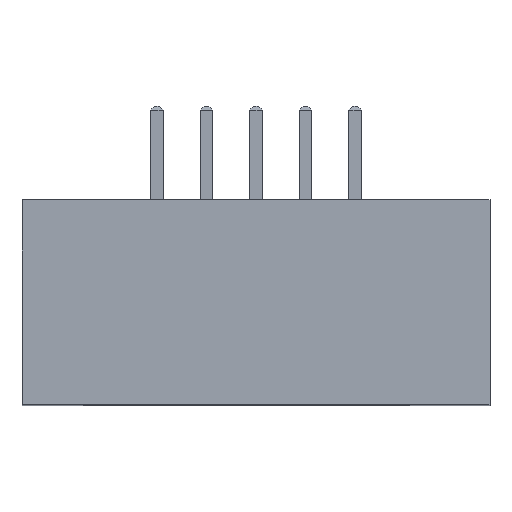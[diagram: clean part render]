
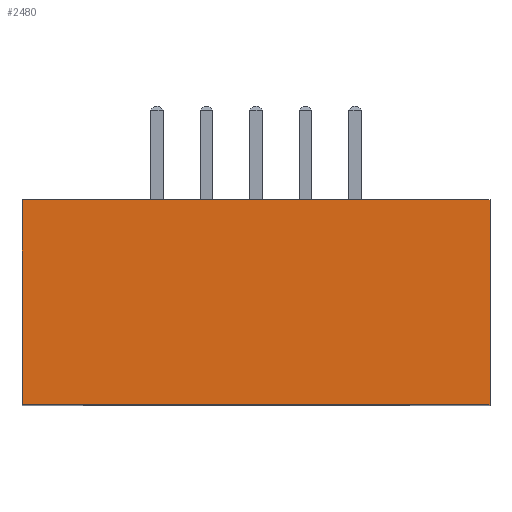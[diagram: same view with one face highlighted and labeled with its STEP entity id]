
A CAD part, top view. The second image highlights one B-rep face of the part: STEP entity #2480.
In plain terms, the highlighted planar face has unit normal (0, 0, 1).
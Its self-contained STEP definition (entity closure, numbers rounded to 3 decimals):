
#126=FACE_OUTER_BOUND('',#288,.T.);
#288=EDGE_LOOP('',(#2023,#2024,#2025,#2026));
#541=LINE('',#3738,#879);
#545=LINE('',#3747,#883);
#591=LINE('',#3837,#929);
#592=LINE('',#3839,#930);
#879=VECTOR('',#3076,8.971);
#883=VECTOR('',#3082,8.971);
#929=VECTOR('',#3132,10.);
#930=VECTOR('',#3135,10.);
#1137=VERTEX_POINT('',#3735);
#1138=VERTEX_POINT('',#3737);
#1141=VERTEX_POINT('',#3744);
#1142=VERTEX_POINT('',#3746);
#1429=EDGE_CURVE('',#1137,#1138,#541,.T.);
#1433=EDGE_CURVE('',#1141,#1142,#545,.T.);
#1479=EDGE_CURVE('',#1138,#1141,#591,.T.);
#1480=EDGE_CURVE('',#1137,#1142,#592,.T.);
#2023=ORIENTED_EDGE('',*,*,#1429,.F.);
#2024=ORIENTED_EDGE('',*,*,#1480,.T.);
#2025=ORIENTED_EDGE('',*,*,#1433,.F.);
#2026=ORIENTED_EDGE('',*,*,#1479,.F.);
#2335=PLANE('',#2639);
#2480=ADVANCED_FACE('',(#126),#2335,.T.);
#2639=AXIS2_PLACEMENT_3D('',#3838,#3133,#3134);
#3076=DIRECTION('',(1.,0.,0.));
#3082=DIRECTION('',(-1.,0.,0.));
#3132=DIRECTION('',(0.,-1.,0.));
#3133=DIRECTION('center_axis',(0.,0.,
1.));
#3134=DIRECTION('ref_axis',(0.,-1.,0.));
#3135=DIRECTION('',(0.,-1.,0.));
#3735=CARTESIAN_POINT('',(8.436,-90.049,-1.809));
#3737=CARTESIAN_POINT('',(32.436,-90.049,-1.809));
#3738=CARTESIAN_POINT('',(8.436,-90.049,-1.809));
#3744=CARTESIAN_POINT('',(32.436,-100.549,-1.809));
#3746=CARTESIAN_POINT('',(8.436,-100.549,-1.809));
#3747=CARTESIAN_POINT('',(8.436,-100.549,-1.809));
#3837=CARTESIAN_POINT('',(32.436,-90.049,-1.809));
#3838=CARTESIAN_POINT('Origin',(32.436,-90.049,-1.809));
#3839=CARTESIAN_POINT('',(8.436,-90.049,-1.809));
